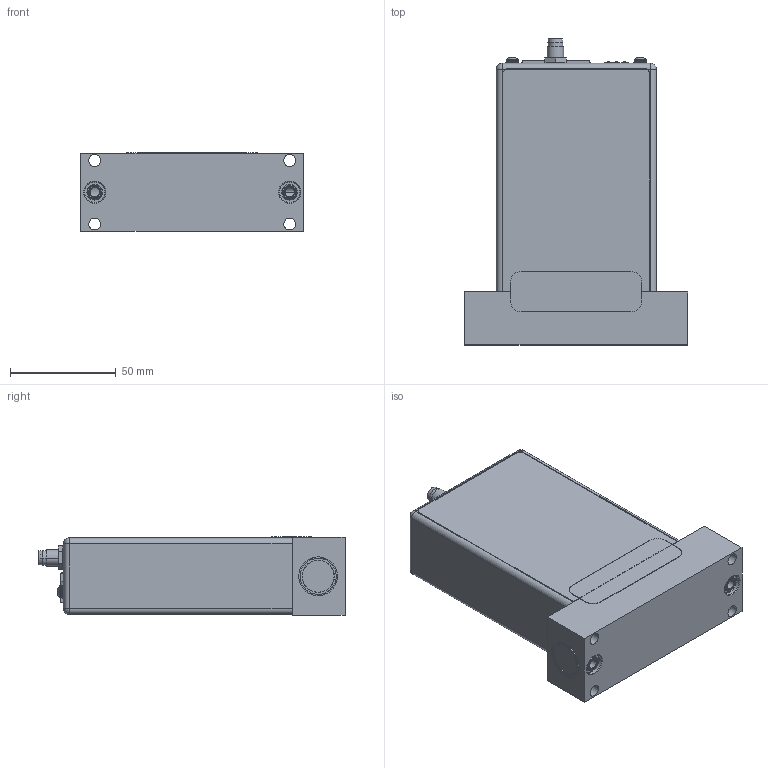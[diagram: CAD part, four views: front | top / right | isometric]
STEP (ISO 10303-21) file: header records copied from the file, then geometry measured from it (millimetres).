
FILE_DESCRIPTION((''),'2;1');
FILE_NAME('GM50A_ETHERCAT_1-4_TUBE_ASM','2015-09-11T',('cockrofm'),(''),'PRO/ENGINEER BY PARAMETRIC TECHNOLOGY CORPORATION, 2011490','PRO/ENGINEER BY PARAMETRIC TECHNOLOGY CORPORATION, 2011490','');
FILE_SCHEMA(('CONFIG_CONTROL_DESIGN'));
Length unit declared in the file: inch
Products named in the file (29): PRT0057; PRT0058; PRT0059; ASM0013_ASM_ASM; PRT0060; PRT0061; PRT0062; PRT0063; PRT0064; PRT0065; PRT0066; PRT0067; PRT0068; ASM0014_ASM_ASM; PRT0069; PRT0070; PRT0071; PRT0072; PRT0073; PRT0074; ASM0012_ASM_ASM; ASM0011_ASM_ASM; ASM0010_ASM_ASM; GM50A_ETHERCAT_1-4_TUBE_ASM_ASM; 1031369_DISC; 1047724_W-SEAL_DOWNPORT; 136492_PIN; 1047724_W-SEAL_DOWNPORT_ASM; GM50A_ETHERCAT_1-4_TUBE_ASM
Assembly tree (34 placements, depth 7):
  GM50A_ETHERCAT_1-4_TUBE_ASM
    GM50A_ETHERCAT_1-4_TUBE_ASM_ASM
      ASM0010_ASM_ASM
        ASM0011_ASM_ASM
          ASM0012_ASM_ASM
            PRT0057
            ASM0013_ASM_ASM
              PRT0058
              PRT0059
            PRT0060
            PRT0061
            PRT0062
            ASM0014_ASM_ASM
              PRT0063
              PRT0064
              PRT0065
              PRT0066
              PRT0067  x2
              PRT0068  x3
            PRT0069
            PRT0070
            PRT0071
            PRT0072
            PRT0073  x2
            PRT0074  x3
    1031369_DISC
    1047724_W-SEAL_DOWNPORT_ASM
      1047724_W-SEAL_DOWNPORT
      136492_PIN
Bounding box: 105.74 x 144.53 x 37.08 mm (x, y, z)
Volume: 114801.2 mm3; surface area: 117807.1 mm2
Topology: 27 solids, 31 shells, 1009 faces, 2453 edges, 1545 vertices
Faces by surface type: plane 585, cylinder 281, cone 48, torus 40, extrusion 40, sphere 15
Entity records: 25444 total; most frequent: CARTESIAN_POINT 4743, DIRECTION 4393, ORIENTED_EDGE 3994, EDGE_CURVE 2005, AXIS2_PLACEMENT_3D 1528, VECTOR 1337, LINE 1317, VERTEX_POINT 1279
